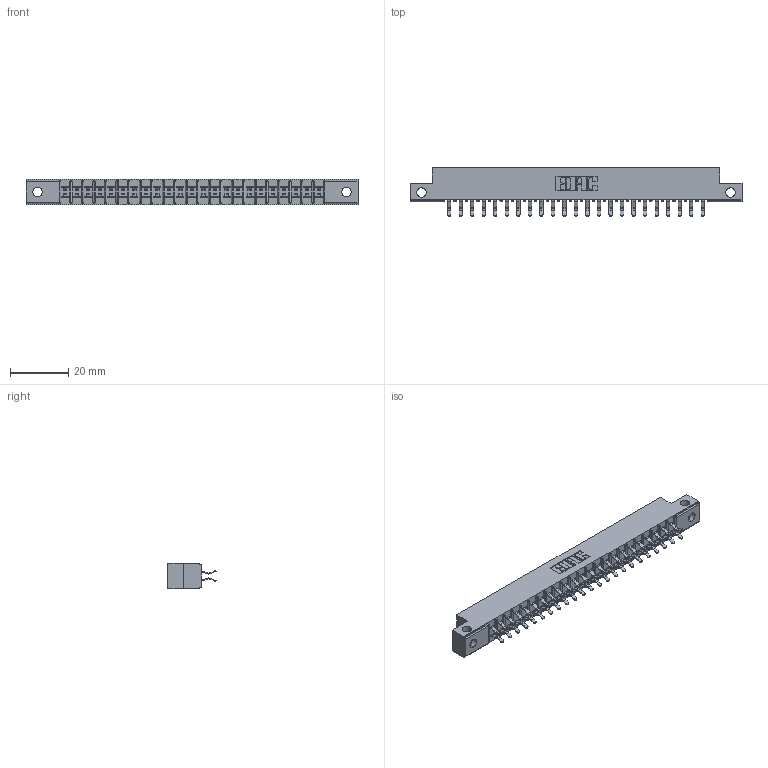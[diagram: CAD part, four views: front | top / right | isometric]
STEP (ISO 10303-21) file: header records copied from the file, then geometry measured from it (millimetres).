
FILE_DESCRIPTION (( 'STEP AP203' ), '1' );
FILE_NAME ('355-046-556-512.STEP', '2020-09-20T07:26:08', ( '' ), ( '' ), 'SwSTEP 2.0', 'SolidWorks 2020', '' );
FILE_SCHEMA (( 'CONFIG_CONTROL_DESIGN' ));
Length unit declared in the file: inch
Products named in the file (3): 305-290-001_556; 305 Part_.128 Dia; 355-046-556-512
Assembly tree (47 placements, depth 2):
  355-046-556-512
    305 Part_.128 Dia
    305-290-001_556  x46
Bounding box: 114.15 x 16.64 x 8.71 mm (x, y, z)
Volume: 6693.8 mm3; surface area: 13427.9 mm2
Topology: 47 solids, 47 shells, 2704 faces, 7781 edges, 5058 vertices
Faces by surface type: plane 1494, cylinder 1118, sphere 92
Entity records: 27844 total; most frequent: CARTESIAN_POINT 4659, ORIENTED_EDGE 4578, DIRECTION 4465, EDGE_CURVE 2289, VECTOR 1809, LINE 1809, VERTEX_POINT 1458, AXIS2_PLACEMENT_3D 1328
